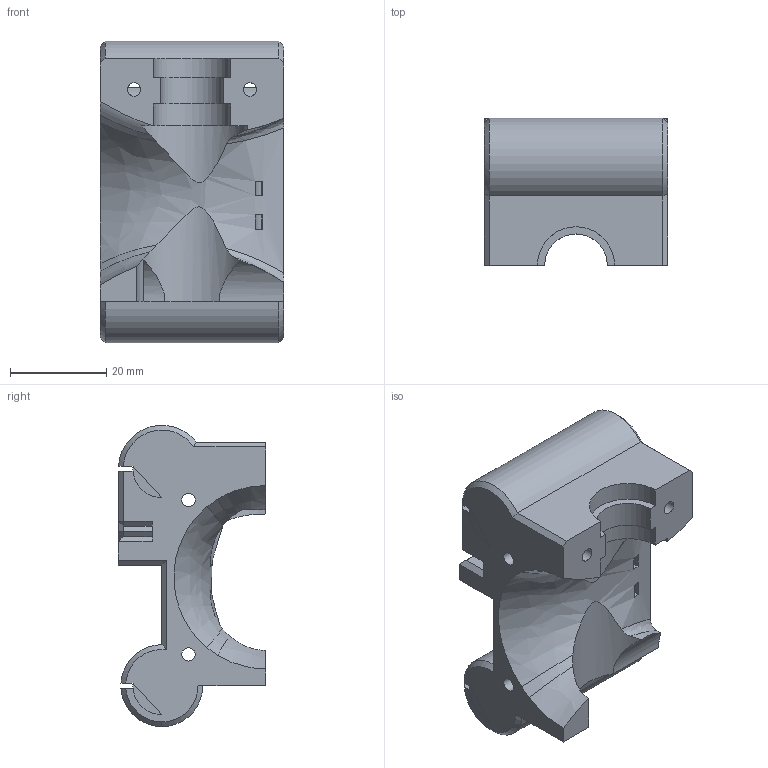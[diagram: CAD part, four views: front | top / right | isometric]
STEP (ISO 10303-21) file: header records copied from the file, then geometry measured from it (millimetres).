
FILE_DESCRIPTION(('FreeCAD Model'),'2;1');
FILE_NAME('Open CASCADE Shape Model','2023-04-07T18:11:05',('Author'),( ''),'Open CASCADE STEP processor 7.5','FreeCAD','Unknown');
FILE_SCHEMA(('AUTOMOTIVE_DESIGN { 1 0 10303 214 1 1 1 1 }'));
Length unit declared in the file: millimetre
Products named in the file (1): carriage
Bounding box: 38 x 30.5 x 62.49 mm (x, y, z)
Volume: 31168.8 mm3; surface area: 13873.2 mm2
Topology: 1 solids, 1 shells, 112 faces, 306 edges, 198 vertices
Faces by surface type: plane 67, cylinder 24, bspline 11, cone 10
Full cylindrical faces by diameter (mm): 2.8 x4
Entity records: 10062 total; most frequent: CARTESIAN_POINT 4332, DIRECTION 929, ORIENTED_EDGE 612, PCURVE 612, DEFINITIONAL_REPRESENTATION 612, LINE 563, VECTOR 563, EDGE_CURVE 306
